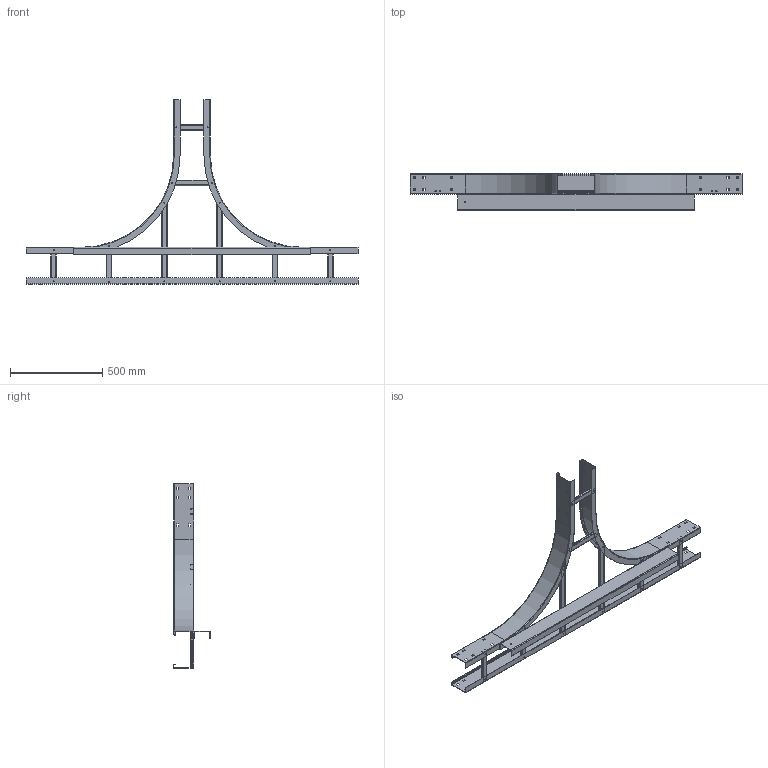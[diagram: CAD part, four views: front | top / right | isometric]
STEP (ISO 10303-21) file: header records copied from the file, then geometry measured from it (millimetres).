
FILE_DESCRIPTION((''),'2;1');
FILE_NAME('ASM0001_ASM','2013-01-11T',('AndreasKeweloh'),(''),'PRO/ENGINEER BY PARAMETRIC TECHNOLOGY CORPORATION, 2012230','PRO/ENGINEER BY PARAMETRIC TECHNOLOGY CORPORATION, 2012230','');
FILE_SCHEMA(('CONFIG_CONTROL_DESIGN'));
Length unit declared in the file: millimetre
Products named in the file (13): KTS_05_018-023_L_245; KTS_05_018-025_L__492_LINKS; KTS_05_018-025_L_492_RECHTS; KTS_05_018-024_L__219_LINKS; KTS_05_018-024_L_219_RECHTS; KTS_05_018-012_L_195-1519; KTS_05_018-012_L_195-1518; KTS_05_018-012_L_195-1517; KTS_05_012-045-1580_L_1280; KTS_05_012-078_L_1800; KTS_05_012-076_INNENHOLM_1-1514; KTS_05_012-076_INNENHOLM_1-1513; ASM0001_ASM
Assembly tree (12 placements, depth 2):
  ASM0001_ASM
    KTS_05_018-023_L_245
    KTS_05_018-025_L__492_LINKS
    KTS_05_018-025_L_492_RECHTS
    KTS_05_018-024_L__219_LINKS
    KTS_05_018-024_L_219_RECHTS
    KTS_05_018-012_L_195-1519
    KTS_05_018-012_L_195-1518
    KTS_05_018-012_L_195-1517
    KTS_05_012-045-1580_L_1280
    KTS_05_012-078_L_1800
    KTS_05_012-076_INNENHOLM_1-1514
    KTS_05_012-076_INNENHOLM_1-1513
Bounding box: 1800 x 200 x 1000 mm (x, y, z)
Volume: 2237296.3 mm3; surface area: 2243071 mm2
Topology: 12 solids, 12 shells, 752 faces, 1924 edges, 1198 vertices
Faces by surface type: plane 442, cylinder 298, torus 12
Entity records: 23129 total; most frequent: DIRECTION 4040, CARTESIAN_POINT 4033, ORIENTED_EDGE 3848, EDGE_CURVE 1924, AXIS2_PLACEMENT_3D 1363, VECTOR 1314, LINE 1314, VERTEX_POINT 1198
